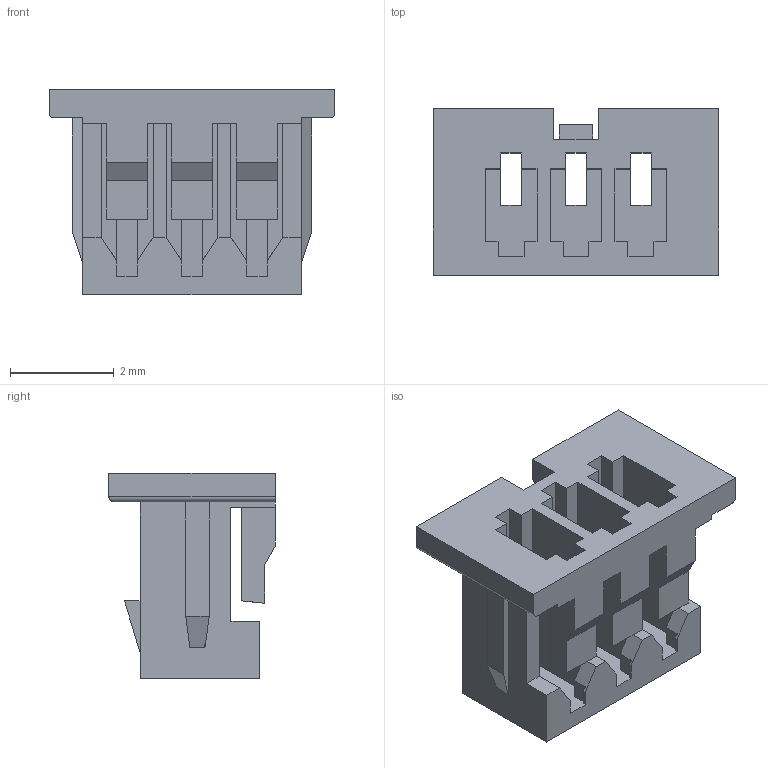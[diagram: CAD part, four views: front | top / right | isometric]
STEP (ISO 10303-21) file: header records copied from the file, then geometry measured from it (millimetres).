
FILE_DESCRIPTION(/* description */ ('Unknown'),/* implementation_level */ '2;1');
FILE_NAME(/* name */ '653003113322',/* time_stamp */ '2018-06-01T10:43:22+02:00',/* author */ ('Unknown'),/* organization */ ('Unknown'),/* preprocessor_version */ 'ST-DEVELOPER v16.7',/* originating_system */ 'DEX',/* authorisation */ $);
FILE_SCHEMA (('AUTOMOTIVE_DESIGN {1 0 10303 214 3 1 1}'));
Length unit declared in the file: millimetre
Products named in the file (2): 6530xx113322; 653003113322
Assembly tree (1 placements, depth 2):
  6530xx113322
    653003113322
Bounding box: 5.5 x 3.2 x 3.95 mm (x, y, z)
Volume: 23 mm3; surface area: 151.6 mm2
Topology: 1 solids, 1 shells, 142 faces, 430 edges, 282 vertices
Faces by surface type: plane 138, cylinder 4
Entity records: 4781 total; most frequent: ORIENTED_EDGE 860, CARTESIAN_POINT 856, DIRECTION 724, EDGE_CURVE 430, LINE 424, VECTOR 424, VERTEX_POINT 282, AXIS2_PLACEMENT_3D 150
